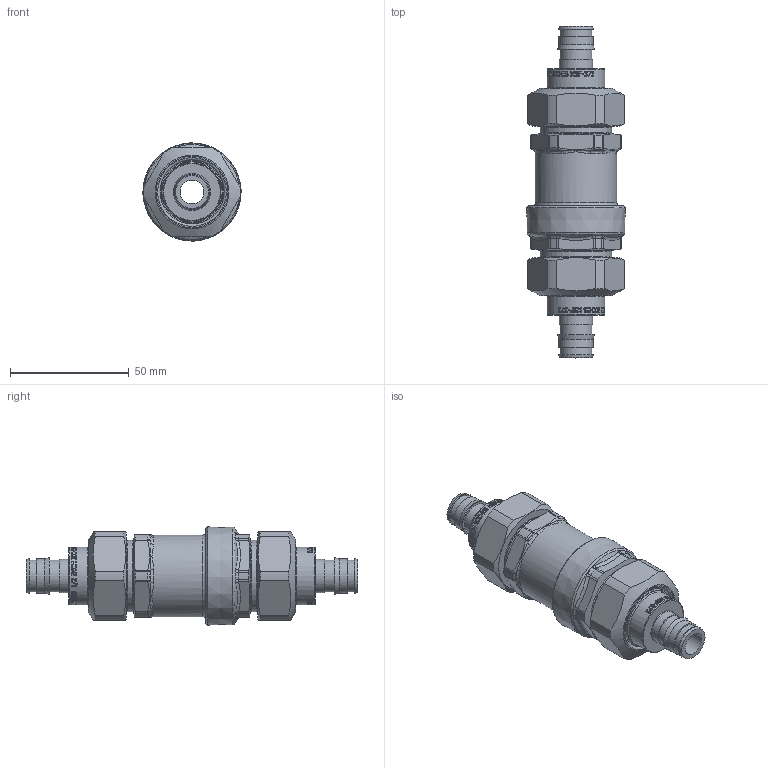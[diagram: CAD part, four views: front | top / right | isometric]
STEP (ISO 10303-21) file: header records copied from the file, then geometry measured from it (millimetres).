
FILE_DESCRIPTION(/* description */ (''),/* implementation_level */ '2;1');
FILE_NAME(/* name */ '127342AF_Simplify_1.stp',/* time_stamp */ '2025-07-23T16:07:00-05:00',/* author */ ('ischreiner'),/* organization */ (''),/* preprocessor_version */ 'ST-DEVELOPER v20',/* originating_system */ 'Autodesk Inventor 2025',/* authorisation */ '');
FILE_SCHEMA (('AUTOMOTIVE_DESIGN { 1 0 10303 214 3 1 1 }'));
Length unit declared in the file: inch
Products named in the file (1): 127342AF_Simplify_1
Bounding box: 41.38 x 139.72 x 41.38 mm (x, y, z)
Volume: 52224.2 mm3; surface area: 35831.8 mm2
Topology: 5 solids, 5 shells, 1208 faces, 3189 edges, 2090 vertices
Faces by surface type: plane 505, bspline 450, cylinder 143, cone 57, torus 53
Full cylindrical faces by diameter (mm): 9.906 x2, 13.284 x4, 14.097 x2, 14.605 x2, 19.939 x2, 21 x2, 24.1 x2, 24.384 x2, 25 x2, 25.908 x2, 26.924 x2, 28.3 x2, 28.5 x1, 28.6 x1, 29.972 x2, 30 x4, 30.2 x1, 30.302 x2, 30.4 x1, 33.1 x2, 34.5 x1
Entity records: 51502 total; most frequent: CARTESIAN_POINT 22812, ORIENTED_EDGE 6378, DIRECTION 4556, EDGE_CURVE 3189, VERTEX_POINT 2090, AXIS2_PLACEMENT_3D 1566, LINE 1424, VECTOR 1424
